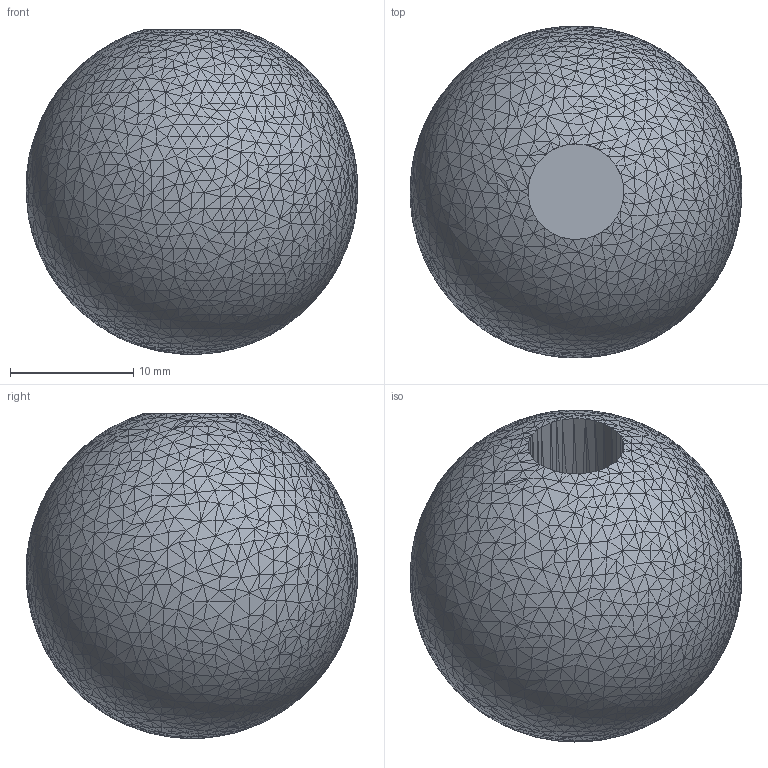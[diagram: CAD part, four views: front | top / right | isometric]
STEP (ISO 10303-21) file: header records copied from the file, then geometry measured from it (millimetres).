
FILE_DESCRIPTION(/* description */ (''),/* implementation_level */ '2;1');
FILE_NAME(/* name */ 'ball.step',/* time_stamp */ '2017-07-22T21:30:31-05:00',/* author */ (''),/* organization */ (''),/* preprocessor_version */ 'ST-DEVELOPER v16.13',/* originating_system */ 'Autodesk Translation Framework v6.1.1.50',/* authorisation */ '');
FILE_SCHEMA (('AUTOMOTIVE_DESIGN { 1 0 10303 214 3 1 1 }'));
Products named in the file (1): ball v3
Bounding box: 26.97 x 26.98 x 26.41 mm (x, y, z)
Volume: 9668.2 mm3; surface area: 2580.3 mm2
Topology: 1 solids, 1 shells, 3913 faces, 5886 edges, 1975 vertices
Faces by surface type: plane 3913
Entity records: 76493 total; most frequent: DIRECTION 13714, CARTESIAN_POINT 11775, ORIENTED_EDGE 11772, LINE 5886, VECTOR 5886, EDGE_CURVE 5886, AXIS2_PLACEMENT_3D 3914, FACE_OUTER_BOUND 3913
